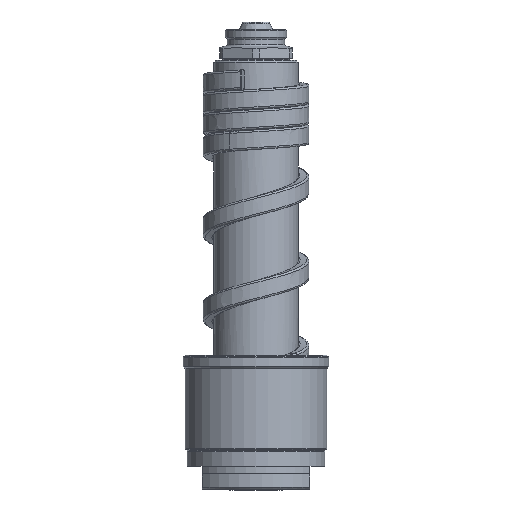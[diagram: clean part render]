
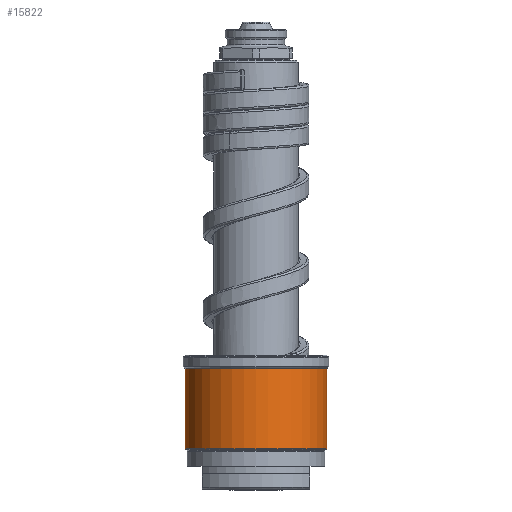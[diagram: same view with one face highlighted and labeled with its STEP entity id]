
A CAD part, front view. The second image highlights one B-rep face of the part: STEP entity #15822.
In plain terms, the highlighted cylindrical face has radius 18.5 mm (diameter 37 mm), a partial arc.
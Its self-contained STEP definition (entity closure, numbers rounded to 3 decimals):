
#5907=CARTESIAN_POINT('',(0.,0.,10.583));
#5908=DIRECTION('',(0.,0.,1.));
#5909=DIRECTION('',(-1.,0.,0.));
#5910=AXIS2_PLACEMENT_3D('',#5907,#5908,#5909);
#5912=DIRECTION('',(0.,0.,-1.));
#5913=VECTOR('',#5912,20.834);
#5914=CARTESIAN_POINT('',(-18.5,0.,31.417));
#5915=LINE('',#5914,#5913);
#5916=CARTESIAN_POINT('',(0.,0.,31.417));
#5917=DIRECTION('',(0.,0.,1.));
#5918=DIRECTION('',(-1.,0.,0.));
#5919=AXIS2_PLACEMENT_3D('',#5916,#5917,#5918);
#5921=DIRECTION('',(0.,0.,-1.));
#5922=VECTOR('',#5921,20.834);
#5923=CARTESIAN_POINT('',(18.5,0.,31.417));
#5924=LINE('',#5923,#5922);
#6259=CARTESIAN_POINT('',(18.5,0.,31.417));
#6260=CARTESIAN_POINT('',(-18.5,0.,31.417));
#6261=VERTEX_POINT('',#6259);
#6262=VERTEX_POINT('',#6260);
#6285=CARTESIAN_POINT('',(18.5,0.,10.583));
#6286=VERTEX_POINT('',#6285);
#6287=CARTESIAN_POINT('',(-18.5,0.,10.583));
#6288=VERTEX_POINT('',#6287);
#15810=CARTESIAN_POINT('',(0.,0.,8.75));
#15811=DIRECTION('',(0.,0.,1.));
#15812=DIRECTION('',(-1.,0.,0.));
#15813=AXIS2_PLACEMENT_3D('',#15810,#15811,#15812);
#15814=CYLINDRICAL_SURFACE('',#15813,18.5);
#15815=ORIENTED_EDGE('',*,*,#13955,.F.);
#15816=ORIENTED_EDGE('',*,*,#13936,.F.);
#15818=ORIENTED_EDGE('',*,*,#15817,.T.);
#15819=ORIENTED_EDGE('',*,*,#13932,.T.);
#15820=EDGE_LOOP('',(#15815,#15816,#15818,#15819));
#15821=FACE_OUTER_BOUND('',#15820,.F.);
#5911=CIRCLE('',#5910,18.5);
#5920=CIRCLE('',#5919,18.5);
#13932=EDGE_CURVE('',#6261,#6286,#5924,.T.);
#13936=EDGE_CURVE('',#6262,#6288,#5915,.T.);
#13955=EDGE_CURVE('',#6288,#6286,#5911,.T.);
#15817=EDGE_CURVE('',#6262,#6261,#5920,.T.);
#15822=ADVANCED_FACE('',(#15821),#15814,.T.);
